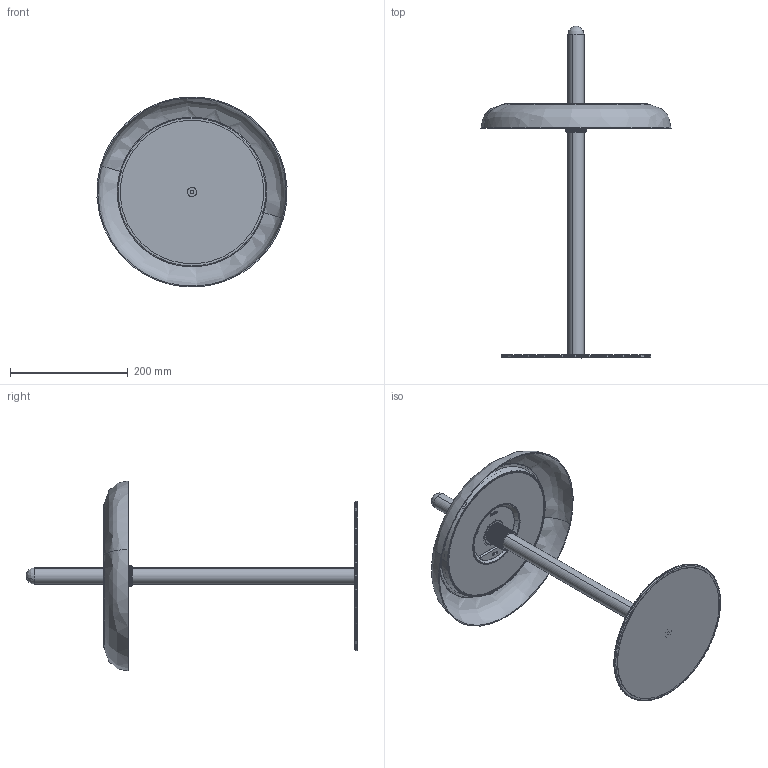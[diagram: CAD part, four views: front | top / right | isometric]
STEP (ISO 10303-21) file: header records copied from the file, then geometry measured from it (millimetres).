
FILE_DESCRIPTION (( 'STEP AP214' ), '1' );
FILE_NAME ('Pablo Designs, Nivel Table, Share CAD, 122722.STEP', '2022-12-27T21:20:01', ( '' ), ( '' ), 'SwSTEP 2.0', 'SolidWorks 2019', '' );
FILE_SCHEMA (( 'AUTOMOTIVE_DESIGN' ));
Length unit declared in the file: inch
Products named in the file (16): CAR-0401 Nivel, Head Collar_1; 91294A284_BLACK ALLOY STEEL FLAT-HEAD SOCKET CAP SCREW M8x20x1.25_91294A284; Nivél, Table, Shade Proportional Reduction_3; Nivél, Table, Post, 22in; Pablo Designs, Nivel Table, Share CAD, 122722; Nivél, Table, V16_V10, 35in Height; CAR-0802 Carousel, Magnet_2; CAR-0203 Carousel, Main Cover_NIVEL_1; CAR-0209 Carousel, Lens_2; Nivél, Table, Post, 22in_Niv‚l Post Top; Nivél, Base, Pad, V2_O10in; CAR-0402 Nivel, Tension_1; NIVEL, Head Assy, Production, For Share CAD; CAR-0207 Nivel, Induction Cap_1; Nivél, Base, V4_O10in x 4mm x F1.5mm; 95596A610_TAPPING INSERTS FOR SOFTWOOD_95596A610
Assembly tree (19 placements, depth 4):
  Pablo Designs, Nivel Table, Share CAD, 122722
    Nivél, Table, V16_V10, 35in Height
      Nivél, Base, V4_O10in x 4mm x F1.5mm
      Nivél, Base, Pad, V2_O10in
      95596A610_TAPPING INSERTS FOR SOFTWOOD_95596A610
      91294A284_BLACK ALLOY STEEL FLAT-HEAD SOCKET CAP SCREW M8x20x1.25_91294A284
      Nivél, Table, Shade Proportional Reduction_3
      Nivél, Table, Post, 22in
        Nivél, Table, Post, 22in_Niv‚l Post Top
        95596A610_TAPPING INSERTS FOR SOFTWOOD_95596A610
    NIVEL, Head Assy, Production, For Share CAD
      CAR-0203 Carousel, Main Cover_NIVEL_1
      CAR-0207 Nivel, Induction Cap_1
      CAR-0401 Nivel, Head Collar_1
      CAR-0402 Nivel, Tension_1
      CAR-0209 Carousel, Lens_2
      CAR-0802 Carousel, Magnet_2  x4
Bounding box: 322.8 x 563.8 x 322.43 mm (x, y, z)
Volume: 1020995.9 mm3; surface area: 769795.4 mm2
Topology: 16 solids, 16 shells, 2607 faces, 6781 edges, 4323 vertices
Faces by surface type: plane 866, cylinder 689, bspline 675, cone 355, torus 22
Entity records: 138478 total; most frequent: CARTESIAN_POINT 80668, ORIENTED_EDGE 12534, DIRECTION 9229, EDGE_CURVE 6267, VERTEX_POINT 4018, AXIS2_PLACEMENT_3D 3512, EDGE_LOOP 2581, ADVANCED_FACE 2402
